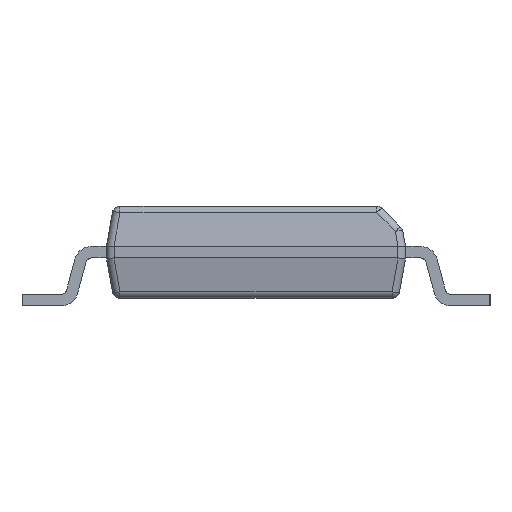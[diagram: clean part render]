
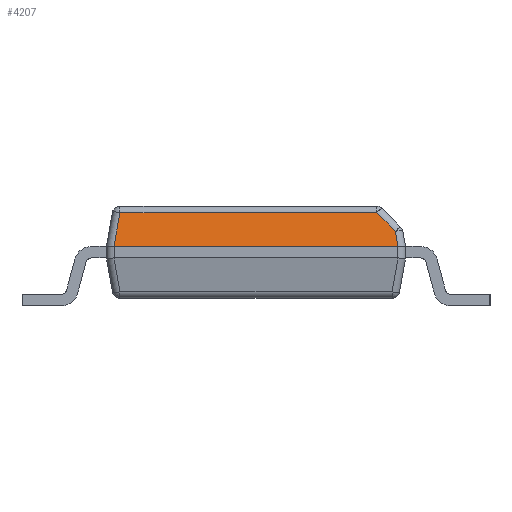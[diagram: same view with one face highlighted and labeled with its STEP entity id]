
A CAD part, left-side view. The second image highlights one B-rep face of the part: STEP entity #4207.
In plain terms, the highlighted planar face has unit normal (-0.985, 0, 0.174).
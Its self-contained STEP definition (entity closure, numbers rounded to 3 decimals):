
#216 = CARTESIAN_POINT ( 'NONE',  ( -4.95, 1.85, 0.775 ) ) ;
#586 = VERTEX_POINT ( 'NONE', #18612 ) ;
#1112 = VECTOR ( 'NONE', #12541, 1000. ) ;
#1217 = VECTOR ( 'NONE', #11868, 1000. ) ;
#1590 =( BOUNDED_CURVE ( )  B_SPLINE_CURVE ( 3, ( #6922, #5370, #13548, #17797 ),
 .UNSPECIFIED., .F., .F. ) 
 B_SPLINE_CURVE_WITH_KNOTS ( ( 4, 4 ),
 ( 0., 0.015 ),
 .UNSPECIFIED. ) 
 CURVE ( )  GEOMETRIC_REPRESENTATION_ITEM ( )  RATIONAL_B_SPLINE_CURVE ( ( 1., 1., 1., 1. ) ) 
 REPRESENTATION_ITEM ( '' )  );
#1607 = LINE ( 'NONE', #6312, #1112 ) ;
#2071 = CARTESIAN_POINT ( 'NONE',  ( -4.872, 1.774, 1.217 ) ) ;
#3035 =( BOUNDED_CURVE ( )  B_SPLINE_CURVE ( 3, ( #3854, #3961, #14574, #12959 ),
 .UNSPECIFIED., .F., .F. ) 
 B_SPLINE_CURVE_WITH_KNOTS ( ( 4, 4 ),
 ( 6.268, 6.283 ),
 .UNSPECIFIED. ) 
 CURVE ( )  GEOMETRIC_REPRESENTATION_ITEM ( )  RATIONAL_B_SPLINE_CURVE ( ( 1., 1., 1., 1. ) ) 
 REPRESENTATION_ITEM ( '' )  );
#3128 = DIRECTION ( 'NONE',  ( 0.124, 0.702, 0.702 ) ) ;
#3854 = CARTESIAN_POINT ( 'NONE',  ( -4.95, 1.852, 0.775 ) ) ;
#3961 = CARTESIAN_POINT ( 'NONE',  ( -4.95, 1.851, 0.775 ) ) ;
#4131 = ORIENTED_EDGE ( 'NONE', *, *, #16842, .T. ) ;
#4207 = ADVANCED_FACE ( 'NONE', ( #4352 ), #10660, .T. ) ;
#4352 = FACE_OUTER_BOUND ( 'NONE', #5765, .T. ) ;
#4440 = ORIENTED_EDGE ( 'NONE', *, *, #18398, .T. ) ;
#4459 = CARTESIAN_POINT ( 'NONE',  ( -4.95, -1.85, 0.775 ) ) ;
#4642 = CARTESIAN_POINT ( 'NONE',  ( -4.728, -0.756, 2.034 ) ) ;
#5370 = CARTESIAN_POINT ( 'NONE',  ( -4.95, -1.851, 0.775 ) ) ;
#5410 = AXIS2_PLACEMENT_3D ( 'NONE', #9630, #14041, #8203 ) ;
#5631 = DIRECTION ( 'NONE',  ( -0.171, 0.171, -0.97 ) ) ;
#5681 = EDGE_CURVE ( 'NONE', #586, #6520, #3035, .T. ) ;
#5765 = EDGE_LOOP ( 'NONE', ( #4131, #7738, #9143, #17701, #12543, #16335, #4440 ) ) ;
#6078 = DIRECTION ( 'NONE',  ( 0., 1., 0. ) ) ;
#6312 = CARTESIAN_POINT ( 'NONE',  ( -4.806, -1.707, 1.592 ) ) ;
#6313 = EDGE_CURVE ( 'NONE', #13951, #6520, #11650, .T. ) ;
#6520 = VERTEX_POINT ( 'NONE', #216 ) ;
#6922 = CARTESIAN_POINT ( 'NONE',  ( -4.95, -1.85, 0.775 ) ) ;
#7638 = VECTOR ( 'NONE', #6078, 1000. ) ;
#7738 = ORIENTED_EDGE ( 'NONE', *, *, #5681, .T. ) ;
#7896 = VERTEX_POINT ( 'NONE', #11721 ) ;
#8203 = DIRECTION ( 'NONE',  ( 0., 1., 0. ) ) ;
#9143 = ORIENTED_EDGE ( 'NONE', *, *, #6313, .F. ) ;
#9630 = CARTESIAN_POINT ( 'NONE',  ( -4.857, 0., 1.3 ) ) ;
#9985 = VERTEX_POINT ( 'NONE', #11205 ) ;
#10010 = EDGE_CURVE ( 'NONE', #13951, #9985, #1590, .T. ) ;
#10660 = PLANE ( 'NONE',  #5410 ) ;
#11076 = CARTESIAN_POINT ( 'NONE',  ( -4.872, 0., 1.217 ) ) ;
#11205 = CARTESIAN_POINT ( 'NONE',  ( -4.95, -1.852, 0.775 ) ) ;
#11650 = LINE ( 'NONE', #17959, #1217 ) ;
#11656 = CARTESIAN_POINT ( 'NONE',  ( -4.806, 1.707, 1.592 ) ) ;
#11721 = CARTESIAN_POINT ( 'NONE',  ( -4.872, -1.573, 1.217 ) ) ;
#11868 = DIRECTION ( 'NONE',  ( 0., 1., 0. ) ) ;
#12413 = LINE ( 'NONE', #4642, #18353 ) ;
#12541 = DIRECTION ( 'NONE',  ( 0.171, 0.171, 0.97 ) ) ;
#12543 = ORIENTED_EDGE ( 'NONE', *, *, #19117, .T. ) ;
#12959 = CARTESIAN_POINT ( 'NONE',  ( -4.95, 1.85, 0.775 ) ) ;
#13186 = LINE ( 'NONE', #11656, #17220 ) ;
#13548 = CARTESIAN_POINT ( 'NONE',  ( -4.95, -1.851, 0.775 ) ) ;
#13951 = VERTEX_POINT ( 'NONE', #4459 ) ;
#14041 = DIRECTION ( 'NONE',  ( -0.985, 0., 0.174 ) ) ;
#14574 = CARTESIAN_POINT ( 'NONE',  ( -4.95, 1.851, 0.775 ) ) ;
#15769 = CARTESIAN_POINT ( 'NONE',  ( -4.915, -1.817, 0.973 ) ) ;
#16335 = ORIENTED_EDGE ( 'NONE', *, *, #18426, .T. ) ;
#16452 = VERTEX_POINT ( 'NONE', #15769 ) ;
#16842 = EDGE_CURVE ( 'NONE', #19617, #586, #13186, .T. ) ;
#17220 = VECTOR ( 'NONE', #5631, 1000. ) ;
#17701 = ORIENTED_EDGE ( 'NONE', *, *, #10010, .T. ) ;
#17797 = CARTESIAN_POINT ( 'NONE',  ( -4.95, -1.852, 0.775 ) ) ;
#17959 = CARTESIAN_POINT ( 'NONE',  ( -4.95, 1.95, 0.775 ) ) ;
#18353 = VECTOR ( 'NONE', #3128, 1000. ) ;
#18398 = EDGE_CURVE ( 'NONE', #7896, #19617, #20041, .T. ) ;
#18426 = EDGE_CURVE ( 'NONE', #16452, #7896, #12413, .T. ) ;
#18612 = CARTESIAN_POINT ( 'NONE',  ( -4.95, 1.852, 0.775 ) ) ;
#19117 = EDGE_CURVE ( 'NONE', #9985, #16452, #1607, .T. ) ;
#19617 = VERTEX_POINT ( 'NONE', #2071 ) ;
#20041 = LINE ( 'NONE', #11076, #7638 ) ;
